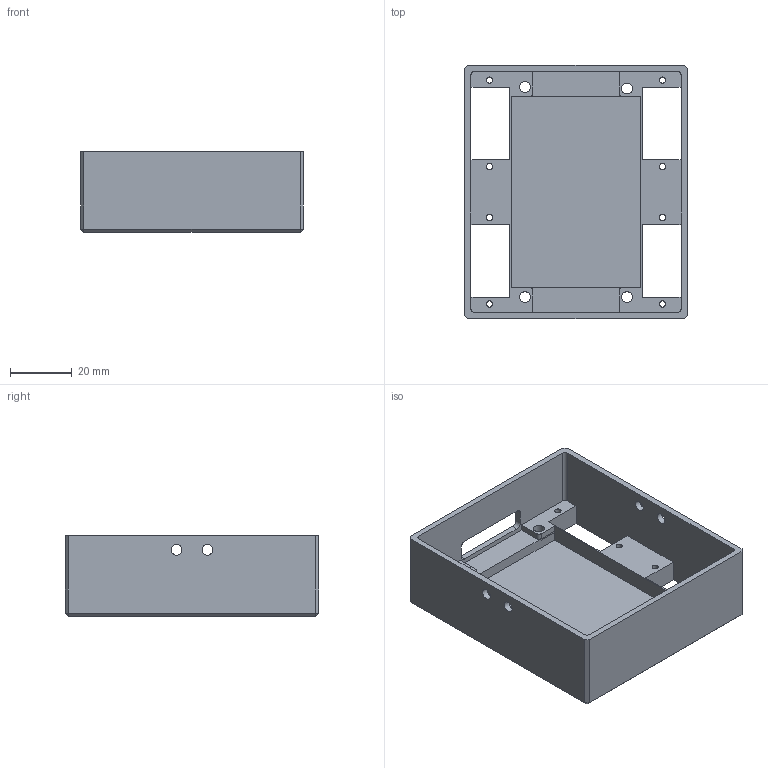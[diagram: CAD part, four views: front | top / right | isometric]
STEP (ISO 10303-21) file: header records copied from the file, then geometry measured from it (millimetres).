
FILE_DESCRIPTION(/* description */ (''),/* implementation_level */ '2;1');
FILE_NAME(/* name */ 'bodyB_longVersion v5.step',/* time_stamp */ '2021-02-18T07:03:49+01:00',/* author */ (''),/* organization */ (''),/* preprocessor_version */ 'ST-DEVELOPER v18.1',/* originating_system */ 'Autodesk Translation Framework v9.7.1.1290',/* authorisation */ '');
FILE_SCHEMA (('AUTOMOTIVE_DESIGN { 1 0 10303 214 3 1 1 }'));
Length unit declared in the file: millimetre
Products named in the file (1): bodyB_longVersion
Bounding box: 72 x 82 x 26 mm (x, y, z)
Volume: 28199.8 mm3; surface area: 26257.3 mm2
Topology: 1 solids, 1 shells, 95 faces, 272 edges, 176 vertices
Faces by surface type: plane 61, cylinder 34
Full cylindrical faces by diameter (mm): 2 x8, 3.5 x8
Entity records: 3210 total; most frequent: ORIENTED_EDGE 544, CARTESIAN_POINT 544, DIRECTION 532, EDGE_CURVE 272, LINE 204, VECTOR 204, VERTEX_POINT 176, AXIS2_PLACEMENT_3D 164
